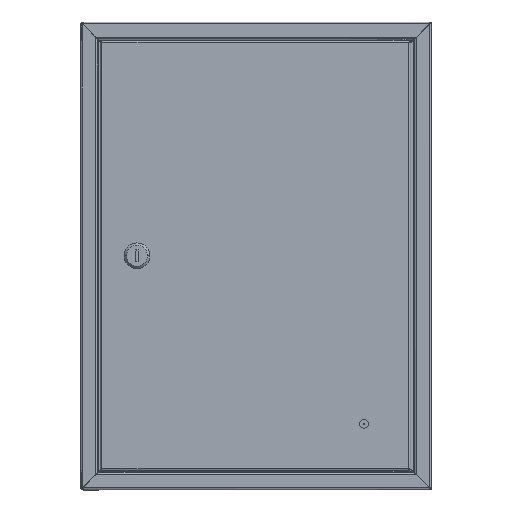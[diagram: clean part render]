
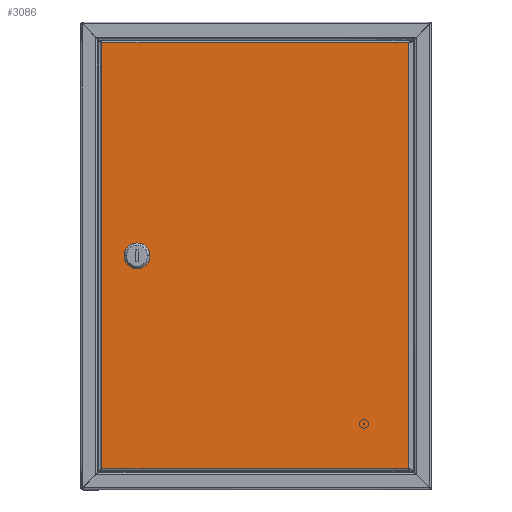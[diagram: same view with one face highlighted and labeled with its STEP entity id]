
A CAD part, top view. The second image highlights one B-rep face of the part: STEP entity #3086.
In plain terms, the highlighted planar face has unit normal (0, 0, 1).
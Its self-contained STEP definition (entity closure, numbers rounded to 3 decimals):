
#595 = EDGE_LOOP ( 'NONE', ( #8302, #3397, #14438, #17809 ) ) ;
#696 = VERTEX_POINT ( 'NONE', #7480 ) ;
#1011 = VERTEX_POINT ( 'NONE', #12854 ) ;
#1335 = CARTESIAN_POINT ( 'NONE',  ( -216.728, 251.037, 0. ) ) ;
#2021 = LINE ( 'NONE', #4101, #11735 ) ;
#2571 = CARTESIAN_POINT ( 'NONE',  ( -216.728, -113.163, 0. ) ) ;
#2576 = AXIS2_PLACEMENT_3D ( 'NONE', #9589, #20786, #9707 ) ;
#2846 = CARTESIAN_POINT ( 'NONE',  ( 45.772, 251.037, 0. ) ) ;
#2874 = DIRECTION ( 'NONE',  ( 0., 0., 1. ) ) ;
#3086 = ADVANCED_FACE ( 'NONE', ( #20669, #3187, #5966 ), #20553, .T. ) ;
#3187 = FACE_BOUND ( 'NONE', #18984, .T. ) ;
#3397 = ORIENTED_EDGE ( 'NONE', *, *, #15511, .T. ) ;
#3542 = VERTEX_POINT ( 'NONE', #19242 ) ;
#3991 = CARTESIAN_POINT ( 'NONE',  ( -195.228, 72.586, 0. ) ) ;
#4101 = CARTESIAN_POINT ( 'NONE',  ( -178.228, 72.586, 0. ) ) ;
#4124 = CARTESIAN_POINT ( 'NONE',  ( 7.372, -74.763, 0. ) ) ;
#4535 = CIRCLE ( 'NONE', #2576, 9.25 ) ;
#4612 = CIRCLE ( 'NONE', #5395, 0.5 ) ;
#5161 = DIRECTION ( 'NONE',  ( 0., 0., 1. ) ) ;
#5263 = DIRECTION ( 'NONE',  ( 0., -1., 0. ) ) ;
#5395 = AXIS2_PLACEMENT_3D ( 'NONE', #19778, #2874, #17451 ) ;
#5554 = CARTESIAN_POINT ( 'NONE',  ( -178.228, 65.288, 0. ) ) ;
#5696 = DIRECTION ( 'NONE',  ( 0., 1., 0. ) ) ;
#5725 = DIRECTION ( 'NONE',  ( 0., 0., 1. ) ) ;
#5966 = FACE_OUTER_BOUND ( 'NONE', #595, .T. ) ;
#6292 = AXIS2_PLACEMENT_3D ( 'NONE', #19973, #5161, #23778 ) ;
#6522 = LINE ( 'NONE', #2846, #14340 ) ;
#6794 = CARTESIAN_POINT ( 'NONE',  ( 45.772, -113.163, 0. ) ) ;
#6977 = AXIS2_PLACEMENT_3D ( 'NONE', #4124, #5725, #11330 ) ;
#7480 = CARTESIAN_POINT ( 'NONE',  ( -195.228, 72.586, 0. ) ) ;
#7724 = ORIENTED_EDGE ( 'NONE', *, *, #18374, .F. ) ;
#8302 = ORIENTED_EDGE ( 'NONE', *, *, #14389, .T. ) ;
#8416 = VERTEX_POINT ( 'NONE', #24018 ) ;
#8486 = VECTOR ( 'NONE', #16227, 1000. ) ;
#9589 = CARTESIAN_POINT ( 'NONE',  ( -186.728, 68.937, 0. ) ) ;
#9707 = DIRECTION ( 'NONE',  ( 1., 0., 0. ) ) ;
#9818 = DIRECTION ( 'NONE',  ( 0., -1., 0. ) ) ;
#10061 = CIRCLE ( 'NONE', #15585, 9.25 ) ;
#10274 = EDGE_CURVE ( 'NONE', #16009, #696, #4535, .T. ) ;
#10923 = CARTESIAN_POINT ( 'NONE',  ( -216.728, -113.163, 0. ) ) ;
#11259 = VECTOR ( 'NONE', #16356, 1000. ) ;
#11330 = DIRECTION ( 'NONE',  ( 1., 0., 0. ) ) ;
#11493 = EDGE_LOOP ( 'NONE', ( #7724, #17346 ) ) ;
#11735 = VECTOR ( 'NONE', #5696, 1000. ) ;
#12728 = VERTEX_POINT ( 'NONE', #6794 ) ;
#12854 = CARTESIAN_POINT ( 'NONE',  ( 45.772, 251.037, 0. ) ) ;
#13798 = ORIENTED_EDGE ( 'NONE', *, *, #22800, .F. ) ;
#14340 = VECTOR ( 'NONE', #21461, 1000. ) ;
#14366 = VERTEX_POINT ( 'NONE', #21916 ) ;
#14389 = EDGE_CURVE ( 'NONE', #8416, #19071, #16163, .T. ) ;
#14438 = ORIENTED_EDGE ( 'NONE', *, *, #17017, .T. ) ;
#14636 = CARTESIAN_POINT ( 'NONE',  ( 6.872, -74.763, 0. ) ) ;
#15511 = EDGE_CURVE ( 'NONE', #19071, #12728, #19784, .T. ) ;
#15585 = AXIS2_PLACEMENT_3D ( 'NONE', #17036, #22672, #22550 ) ;
#16009 = VERTEX_POINT ( 'NONE', #16366 ) ;
#16163 = LINE ( 'NONE', #1335, #18660 ) ;
#16227 = DIRECTION ( 'NONE',  ( 1., 0., 0. ) ) ;
#16356 = DIRECTION ( 'NONE',  ( -1., 0., 0. ) ) ;
#16366 = CARTESIAN_POINT ( 'NONE',  ( -178.228, 72.586, 0. ) ) ;
#16428 = EDGE_CURVE ( 'NONE', #3542, #23884, #10061, .T. ) ;
#17017 = EDGE_CURVE ( 'NONE', #12728, #1011, #6522, .T. ) ;
#17036 = CARTESIAN_POINT ( 'NONE',  ( -186.728, 68.937, 0. ) ) ;
#17217 = ORIENTED_EDGE ( 'NONE', *, *, #18330, .F. ) ;
#17346 = ORIENTED_EDGE ( 'NONE', *, *, #20015, .F. ) ;
#17451 = DIRECTION ( 'NONE',  ( 1., 0., 0. ) ) ;
#17758 = VERTEX_POINT ( 'NONE', #14636 ) ;
#17809 = ORIENTED_EDGE ( 'NONE', *, *, #20283, .T. ) ;
#18330 = EDGE_CURVE ( 'NONE', #696, #3542, #20776, .T. ) ;
#18374 = EDGE_CURVE ( 'NONE', #14366, #17758, #4612, .T. ) ;
#18660 = VECTOR ( 'NONE', #5263, 1000. ) ;
#18719 = ORIENTED_EDGE ( 'NONE', *, *, #16428, .F. ) ;
#18984 = EDGE_LOOP ( 'NONE', ( #18719, #17217, #20644, #13798 ) ) ;
#19071 = VERTEX_POINT ( 'NONE', #2571 ) ;
#19242 = CARTESIAN_POINT ( 'NONE',  ( -195.228, 65.288, 0. ) ) ;
#19506 = CIRCLE ( 'NONE', #6977, 0.5 ) ;
#19778 = CARTESIAN_POINT ( 'NONE',  ( 7.372, -74.763, 0. ) ) ;
#19784 = LINE ( 'NONE', #10923, #8486 ) ;
#19917 = LINE ( 'NONE', #23971, #11259 ) ;
#19973 = CARTESIAN_POINT ( 'NONE',  ( -216.728, -113.163, 0. ) ) ;
#20015 = EDGE_CURVE ( 'NONE', #17758, #14366, #19506, .T. ) ;
#20254 = VECTOR ( 'NONE', #9818, 1000. ) ;
#20283 = EDGE_CURVE ( 'NONE', #1011, #8416, #19917, .T. ) ;
#20553 = PLANE ( 'NONE',  #6292 ) ;
#20644 = ORIENTED_EDGE ( 'NONE', *, *, #10274, .F. ) ;
#20669 = FACE_BOUND ( 'NONE', #11493, .T. ) ;
#20776 = LINE ( 'NONE', #3991, #20254 ) ;
#20786 = DIRECTION ( 'NONE',  ( 0., 0., 1. ) ) ;
#21461 = DIRECTION ( 'NONE',  ( 0., 1., 0. ) ) ;
#21916 = CARTESIAN_POINT ( 'NONE',  ( 7.872, -74.763, 0. ) ) ;
#22550 = DIRECTION ( 'NONE',  ( 1., 0., 0. ) ) ;
#22672 = DIRECTION ( 'NONE',  ( 0., 0., 1. ) ) ;
#22800 = EDGE_CURVE ( 'NONE', #23884, #16009, #2021, .T. ) ;
#23778 = DIRECTION ( 'NONE',  ( 1., 0., 0. ) ) ;
#23884 = VERTEX_POINT ( 'NONE', #5554 ) ;
#23971 = CARTESIAN_POINT ( 'NONE',  ( -216.728, 251.037, 0. ) ) ;
#24018 = CARTESIAN_POINT ( 'NONE',  ( -216.728, 251.037, 0. ) ) ;
